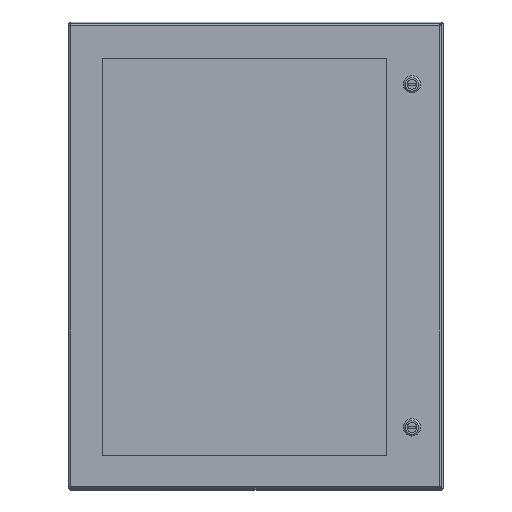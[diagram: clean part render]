
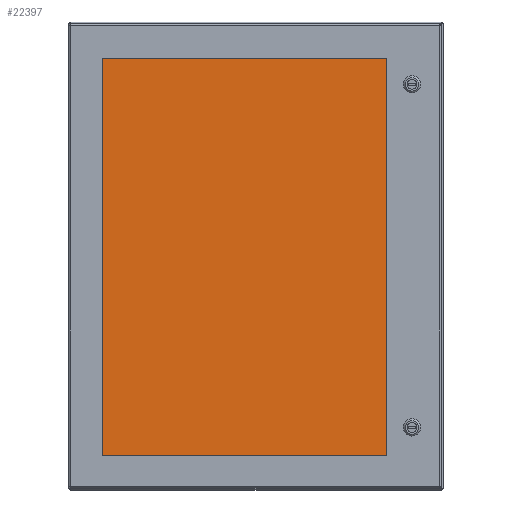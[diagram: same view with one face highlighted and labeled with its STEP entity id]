
A CAD part, top view. The second image highlights one B-rep face of the part: STEP entity #22397.
In plain terms, the highlighted planar face has unit normal (0, 0, 1).
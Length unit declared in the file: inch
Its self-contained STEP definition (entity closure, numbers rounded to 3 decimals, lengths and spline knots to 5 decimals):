
#22255=CARTESIAN_POINT('',(0.0,0.0,0.25));
#22256=VERTEX_POINT('',#22255);
#22257=CARTESIAN_POINT('',(0.,26.5,0.25));
#22258=VERTEX_POINT('',#22257);
#22259=CARTESIAN_POINT('',(0.0,0.0,0.25));
#22260=DIRECTION('',(0.0,1.0,0.0));
#22261=VECTOR('',#22260,26.5);
#22262=LINE('',#22259,#22261);
#22263=EDGE_CURVE('',#22256,#22258,#22262,.T.);
#22295=CARTESIAN_POINT('',(19.25,26.5,0.25));
#22296=VERTEX_POINT('',#22295);
#22297=CARTESIAN_POINT('',(0.,26.5,0.25));
#22298=DIRECTION('',(1.0,0.0,0.0));
#22299=VECTOR('',#22298,19.25);
#22300=LINE('',#22297,#22299);
#22301=EDGE_CURVE('',#22258,#22296,#22300,.T.);
#22326=CARTESIAN_POINT('',(19.25,0.,0.25));
#22327=VERTEX_POINT('',#22326);
#22328=CARTESIAN_POINT('',(19.25,26.5,0.25));
#22329=DIRECTION('',(0.0,-1.0,0.0));
#22330=VECTOR('',#22329,26.5);
#22331=LINE('',#22328,#22330);
#22332=EDGE_CURVE('',#22296,#22327,#22331,.T.);
#22357=CARTESIAN_POINT('',(19.25,0.,0.25));
#22358=DIRECTION('',(-1.0,0.0,0.0));
#22359=VECTOR('',#22358,19.25);
#22360=LINE('',#22357,#22359);
#22361=EDGE_CURVE('',#22327,#22256,#22360,.T.);
#22386=CARTESIAN_POINT('',(9.625,13.25,0.25));
#22387=DIRECTION('',(0.0,0.0,1.0));
#22388=DIRECTION('',(1.0,0.0,0.0));
#22389=AXIS2_PLACEMENT_3D('',#22386,#22387,#22388);
#22390=PLANE('',#22389);
#22391=ORIENTED_EDGE('',*,*,#22263,.F.);
#22392=ORIENTED_EDGE('',*,*,#22361,.F.);
#22393=ORIENTED_EDGE('',*,*,#22332,.F.);
#22394=ORIENTED_EDGE('',*,*,#22301,.F.);
#22395=EDGE_LOOP('',(#22391,#22392,#22393,#22394));
#22396=FACE_OUTER_BOUND('',#22395,.T.);
#22397=ADVANCED_FACE('',(#22396),#22390,.T.);
